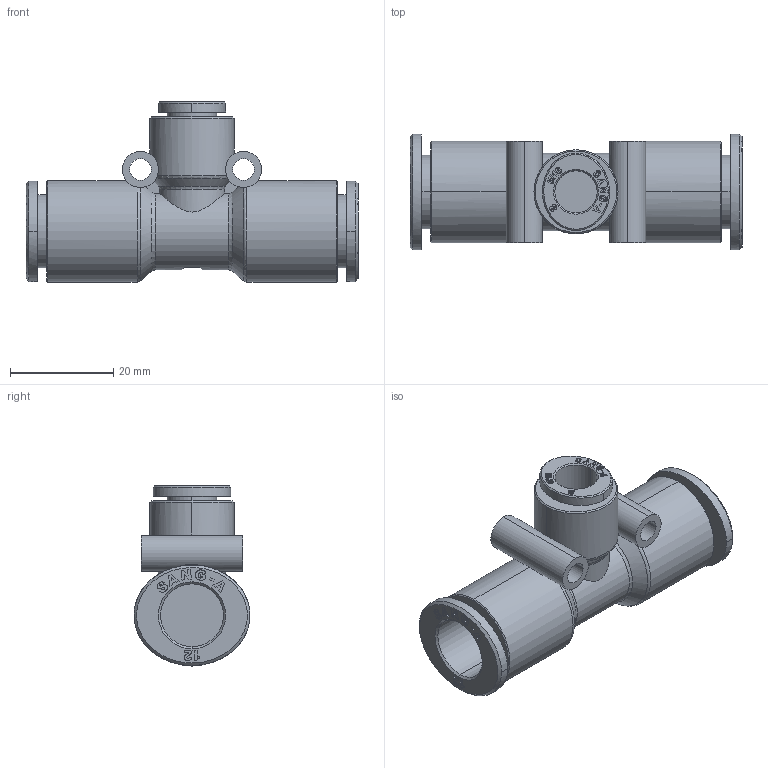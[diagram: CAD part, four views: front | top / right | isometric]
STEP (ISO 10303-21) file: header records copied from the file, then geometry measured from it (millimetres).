
FILE_DESCRIPTION((''),'2;1');
FILE_NAME('GPUG_1208(3D).stp','2012-12-27T14:43:29',(''),(''),'Mechanical Desktop.R8.0.24.0','Mechanical Desktop.R8.0.24.0',', , ');
FILE_SCHEMA(('CONFIG_CONTROL_DESIGN'));
Length unit declared in the file: millimetre
Products named in the file (3): GPUG_1208(3D); ºÎÇ°1; RM_SDB
Assembly tree (2 placements, depth 2):
  GPUG_1208(3D)
    ºÎÇ°1
    RM_SDB
Bounding box: 64.4 x 22.5 x 34.95 mm (x, y, z)
Volume: 15027 mm3; surface area: 9536.3 mm2
Topology: 1 solids, 1 shells, 1146 faces, 3276 edges, 2177 vertices
Faces by surface type: plane 1024, bspline 51, cylinder 41, cone 24, torus 6
Entity records: 38919 total; most frequent: CARTESIAN_POINT 9012, ORIENTED_EDGE 6552, DIRECTION 5580, EDGE_CURVE 3276, VECTOR 3002, LINE 3002, VERTEX_POINT 2177, AXIS2_PLACEMENT_3D 1289
